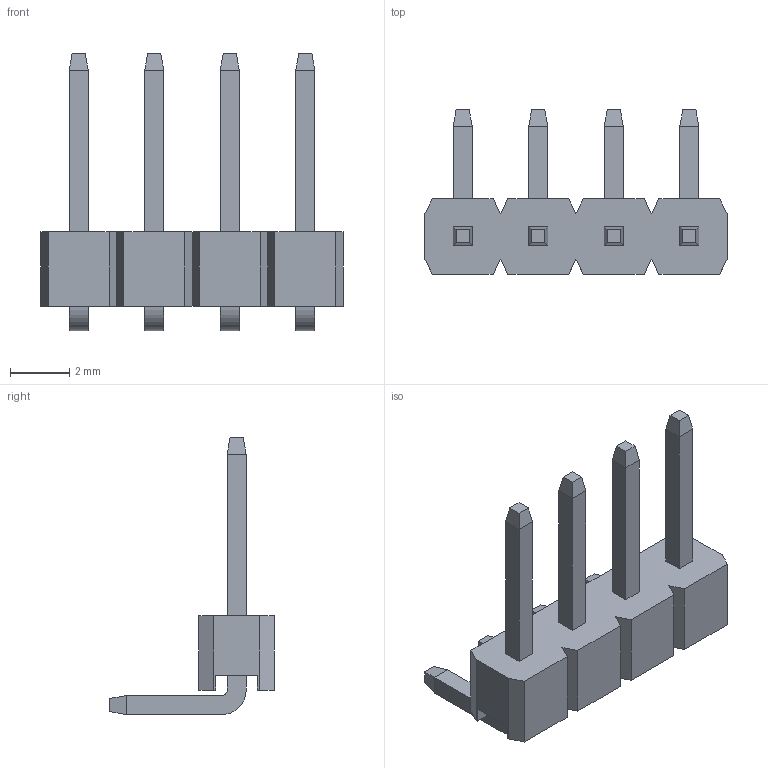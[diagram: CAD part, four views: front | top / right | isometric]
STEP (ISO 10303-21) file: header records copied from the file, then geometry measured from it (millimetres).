
FILE_DESCRIPTION (( 'STEP AP214' ), '1' );
FILE_NAME ('FPH25460-S04B1014190707B-REF.STEP', '2026-01-09T09:29:27', ( '' ), ( '' ), 'SwSTEP 2.0', 'SolidWorks 2021', '' );
FILE_SCHEMA (( 'AUTOMOTIVE_DESIGN' ));
Length unit declared in the file: millimetre
Products named in the file (1): FPH25460-S04B1014190707B-REF
Bounding box: 10.16 x 5.54 x 9.32 mm (x, y, z)
Volume: 72.5 mm3; surface area: 239 mm2
Topology: 1 solids, 1 shells, 120 faces, 298 edges, 188 vertices
Faces by surface type: plane 112, cylinder 8
Entity records: 3496 total; most frequent: CARTESIAN_POINT 607, ORIENTED_EDGE 596, DIRECTION 556, EDGE_CURVE 298, VECTOR 282, LINE 282, VERTEX_POINT 188, AXIS2_PLACEMENT_3D 137
